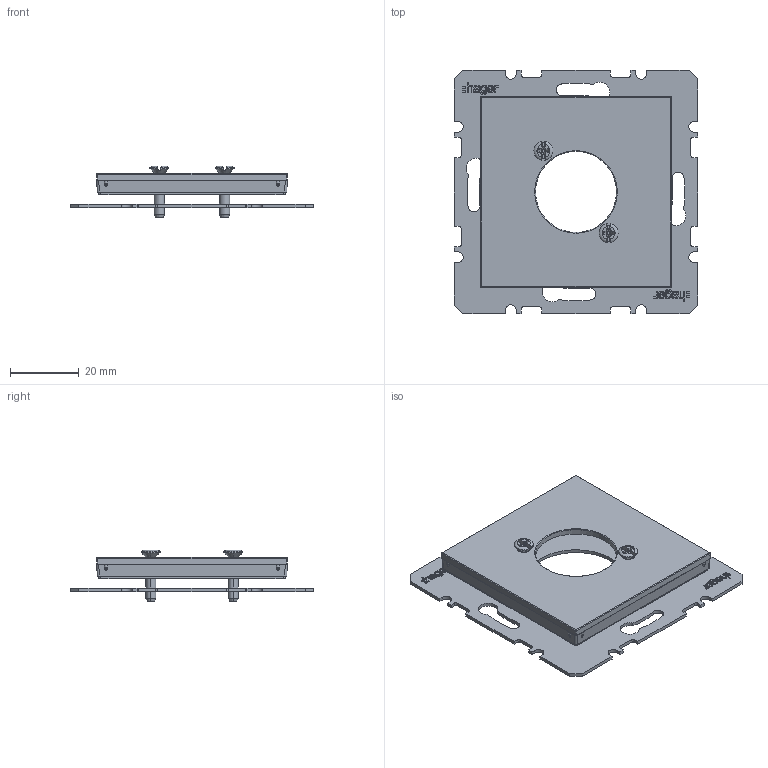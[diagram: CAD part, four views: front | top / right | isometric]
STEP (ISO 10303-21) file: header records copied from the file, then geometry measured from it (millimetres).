
FILE_DESCRIPTION((''),'2;1');
FILE_NAME('WAF1177_GEN_ASM','2025-10-13T14:07:33',('andolfs'),(''),'CREO PARAMETRIC BY PTC INC, 2025010','CREO PARAMETRIC BY PTC INC, 2025010','');
FILE_SCHEMA(('CONFIG_CONTROL_DESIGN','SHAPE_APPEARANCE_LAYERS_GROUPS'));
Products named in the file (5): W4G0134_18; W1A2238_GEN; 9002003000; 9004077000; WAF1177_GEN_ASM
Assembly tree (5 placements, depth 2):
  WAF1177_GEN_ASM
    W4G0134_18
    W1A2238_GEN
    9002003000  x2
    9004077000
Bounding box: 70.9 x 70.9 x 15 mm (x, y, z)
Volume: 10257.6 mm3; surface area: 16608.9 mm2
Topology: 4 solids, 4 shells, 1474 faces, 4129 edges, 2705 vertices
Faces by surface type: plane 1078, cylinder 188, extrusion 87, bspline 60, torus 30, cone 26, sphere 5
Entity records: 60597 total; most frequent: CARTESIAN_POINT 11635, ORIENTED_EDGE 7762, DIRECTION 6518, PRESENTATION_STYLE_ASSIGNMENT 3999, STYLED_ITEM 3962, EDGE_CURVE 3881, CURVE_STYLE 3633, VECTOR 3258
